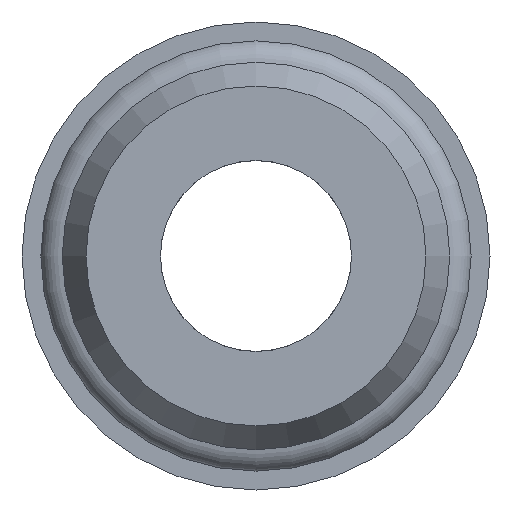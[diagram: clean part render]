
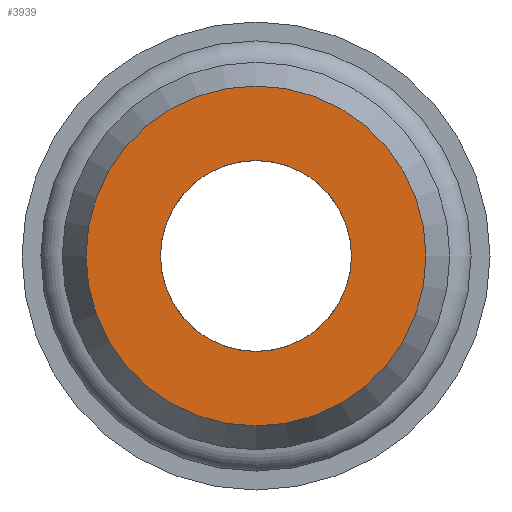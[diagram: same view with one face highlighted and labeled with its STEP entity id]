
A CAD part, front view. The second image highlights one B-rep face of the part: STEP entity #3939.
In plain terms, the highlighted planar face has unit normal (0, -1, 0).
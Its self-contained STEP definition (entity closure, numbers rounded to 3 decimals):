
#58=CIRCLE('',#4075,5.1);
#67=CIRCLE('',#4122,9.08);
#1123=ORIENTED_EDGE('',*,*,#1640,.F.);
#1124=ORIENTED_EDGE('',*,*,#1772,.T.);
#1640=EDGE_CURVE('',#2015,#2015,#58,.T.);
#1772=EDGE_CURVE('',#2090,#2090,#67,.T.);
#2015=VERTEX_POINT('',#6081);
#2090=VERTEX_POINT('',#7334);
#2314=EDGE_LOOP('',(#1123));
#2315=EDGE_LOOP('',(#1124));
#2516=FACE_BOUND('',#2314,.T.);
#2517=FACE_BOUND('',#2315,.T.);
#2658=PLANE('',#4124);
#3939=ADVANCED_FACE('',(#2516,#2517),#2658,.T.);
#4075=AXIS2_PLACEMENT_3D('',#6080,#4420,#4421);
#4122=AXIS2_PLACEMENT_3D('',#7333,#4600,#4601);
#4124=AXIS2_PLACEMENT_3D('',#7337,#4604,#4605);
#4420=DIRECTION('',(0.,-1.,0.));
#4421=DIRECTION('',(0.,0.,-1.));
#4600=DIRECTION('',(0.,-1.,0.));
#4601=DIRECTION('',(0.,0.,-1.));
#4604=DIRECTION('',(0.,-1.,0.));
#4605=DIRECTION('',(0.,0.,-1.));
#6080=CARTESIAN_POINT('',(0.,0.,0.));
#6081=CARTESIAN_POINT('',(0.,0.,-5.1));
#7333=CARTESIAN_POINT('',(0.,0.,0.));
#7334=CARTESIAN_POINT('',(0.,0.,-9.08));
#7337=CARTESIAN_POINT('',(9.08,0.,0.));
